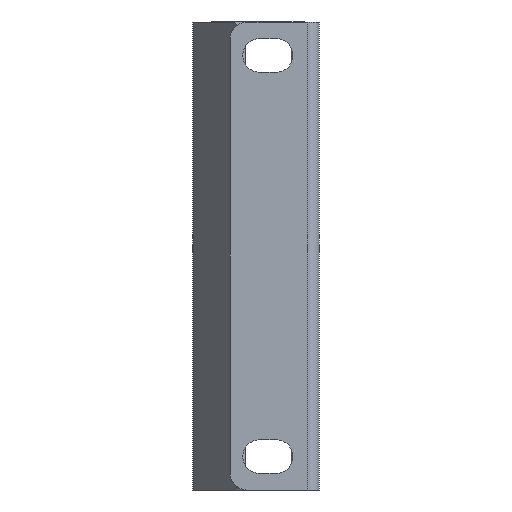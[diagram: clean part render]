
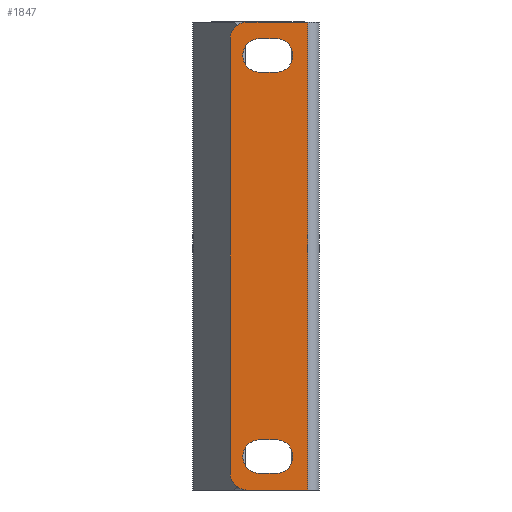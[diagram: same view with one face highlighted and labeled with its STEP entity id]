
A CAD part, left-side view. The second image highlights one B-rep face of the part: STEP entity #1847.
In plain terms, the highlighted planar face has unit normal (-1, 0, 0).
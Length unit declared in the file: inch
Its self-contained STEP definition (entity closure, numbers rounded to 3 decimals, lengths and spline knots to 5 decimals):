
#10 = EDGE_CURVE ( 'NONE', #1660, #1319, #1345, .T. ) ;
#16 = CIRCLE ( 'NONE', #595, 0.125 ) ;
#42 = LINE ( 'NONE', #1897, #2070 ) ;
#45 = DIRECTION ( 'NONE',  ( 0., 1., 0. ) ) ;
#64 = EDGE_CURVE ( 'NONE', #496, #1682, #1810, .T. ) ;
#91 = CARTESIAN_POINT ( 'NONE',  ( 0., 0.563, -1.75 ) ) ;
#93 = EDGE_CURVE ( 'NONE', #1396, #984, #722, .T. ) ;
#98 = AXIS2_PLACEMENT_3D ( 'NONE', #2150, #1805, #1639 ) ;
#147 = EDGE_CURVE ( 'NONE', #1319, #1438, #401, .T. ) ;
#175 = DIRECTION ( 'NONE',  ( 0., 1., 0. ) ) ;
#207 = CARTESIAN_POINT ( 'NONE',  ( 0., 0.688, -1.625 ) ) ;
#208 = VECTOR ( 'NONE', #704, 39.37008 ) ;
#215 = DIRECTION ( 'NONE',  ( 0., 1., 0. ) ) ;
#230 = DIRECTION ( 'NONE',  ( 0., 1., 0. ) ) ;
#247 = CARTESIAN_POINT ( 'NONE',  ( 0., 0.468, 1.625 ) ) ;
#273 = ORIENTED_EDGE ( 'NONE', *, *, #2004, .T. ) ;
#286 = ORIENTED_EDGE ( 'NONE', *, *, #511, .T. ) ;
#287 = PLANE ( 'NONE',  #2033 ) ;
#317 = CARTESIAN_POINT ( 'NONE',  ( 0., 0.468, 1.375 ) ) ;
#334 = CARTESIAN_POINT ( 'NONE',  ( 0., 0.343, -1.375 ) ) ;
#356 = CARTESIAN_POINT ( 'NONE',  ( 0., 0.10831, 1.75 ) ) ;
#372 = VECTOR ( 'NONE', #215, 39.37008 ) ;
#396 = CARTESIAN_POINT ( 'NONE',  ( 0., 0.468, 1.5 ) ) ;
#401 = LINE ( 'NONE', #1630, #372 ) ;
#411 = VERTEX_POINT ( 'NONE', #356 ) ;
#434 = CARTESIAN_POINT ( 'NONE',  ( 0., 0.563, 1.75 ) ) ;
#446 = AXIS2_PLACEMENT_3D ( 'NONE', #1927, #1276, #1601 ) ;
#450 = DIRECTION ( 'NONE',  ( 0., 0., -1. ) ) ;
#455 = CIRCLE ( 'NONE', #1819, 0.125 ) ;
#462 = DIRECTION ( 'NONE',  ( 0., -1., 0. ) ) ;
#471 = LINE ( 'NONE', #1663, #669 ) ;
#475 = ORIENTED_EDGE ( 'NONE', *, *, #10, .T. ) ;
#491 = EDGE_CURVE ( 'NONE', #1573, #693, #16, .T. ) ;
#496 = VERTEX_POINT ( 'NONE', #434 ) ;
#511 = EDGE_CURVE ( 'NONE', #1438, #1328, #522, .T. ) ;
#520 = CARTESIAN_POINT ( 'NONE',  ( 0., 0.688, -1.75 ) ) ;
#522 = CIRCLE ( 'NONE', #875, 0.125 ) ;
#536 = VERTEX_POINT ( 'NONE', #1446 ) ;
#549 = LINE ( 'NONE', #1750, #208 ) ;
#551 = CARTESIAN_POINT ( 'NONE',  ( 0., 0.688, 1.625 ) ) ;
#553 = DIRECTION ( 'NONE',  ( 1., 0., 0. ) ) ;
#564 = CARTESIAN_POINT ( 'NONE',  ( 0., 0.343, 1.625 ) ) ;
#579 = CARTESIAN_POINT ( 'NONE',  ( 0., 0.468, -1.5 ) ) ;
#595 = AXIS2_PLACEMENT_3D ( 'NONE', #579, #1275, #733 ) ;
#634 = ORIENTED_EDGE ( 'NONE', *, *, #1891, .T. ) ;
#669 = VECTOR ( 'NONE', #450, 39.37008 ) ;
#671 = FACE_BOUND ( 'NONE', #1781, .T. ) ;
#693 = VERTEX_POINT ( 'NONE', #990 ) ;
#701 = VECTOR ( 'NONE', #1230, 39.37008 ) ;
#704 = DIRECTION ( 'NONE',  ( 0., -1., 0. ) ) ;
#707 = EDGE_LOOP ( 'NONE', ( #763, #2022, #857, #1491, #1540, #2075 ) ) ;
#722 = LINE ( 'NONE', #1412, #1455 ) ;
#733 = DIRECTION ( 'NONE',  ( 0., 1., 0. ) ) ;
#743 = VECTOR ( 'NONE', #1709, 39.37008 ) ;
#751 = VERTEX_POINT ( 'NONE', #207 ) ;
#763 = ORIENTED_EDGE ( 'NONE', *, *, #1524, .T. ) ;
#791 = LINE ( 'NONE', #1023, #743 ) ;
#818 = LINE ( 'NONE', #1170, #1535 ) ;
#821 = EDGE_CURVE ( 'NONE', #1985, #536, #455, .T. ) ;
#857 = ORIENTED_EDGE ( 'NONE', *, *, #1603, .T. ) ;
#875 = AXIS2_PLACEMENT_3D ( 'NONE', #396, #553, #915 ) ;
#877 = CARTESIAN_POINT ( 'NONE',  ( 0., 0.343, 1.5 ) ) ;
#907 = ORIENTED_EDGE ( 'NONE', *, *, #1688, .T. ) ;
#915 = DIRECTION ( 'NONE',  ( 0., 1., 0. ) ) ;
#953 = EDGE_LOOP ( 'NONE', ( #1829, #286, #907, #475 ) ) ;
#984 = VERTEX_POINT ( 'NONE', #91 ) ;
#990 = CARTESIAN_POINT ( 'NONE',  ( 0., 0.468, -1.375 ) ) ;
#1023 = CARTESIAN_POINT ( 'NONE',  ( 0., 0.688, 1.75 ) ) ;
#1071 = CARTESIAN_POINT ( 'NONE',  ( 0., 0.468, -1.625 ) ) ;
#1099 = EDGE_CURVE ( 'NONE', #411, #1396, #471, .T. ) ;
#1153 = CARTESIAN_POINT ( 'NONE',  ( 0., 0.688, -1.75 ) ) ;
#1170 = CARTESIAN_POINT ( 'NONE',  ( 0., 0.688, -1.625 ) ) ;
#1230 = DIRECTION ( 'NONE',  ( 0., 0., -1. ) ) ;
#1231 = DIRECTION ( 'NONE',  ( 1., 0., 0. ) ) ;
#1275 = DIRECTION ( 'NONE',  ( 1., 0., 0. ) ) ;
#1276 = DIRECTION ( 'NONE',  ( -1., 0., 0. ) ) ;
#1319 = VERTEX_POINT ( 'NONE', #1782 ) ;
#1328 = VERTEX_POINT ( 'NONE', #247 ) ;
#1345 = CIRCLE ( 'NONE', #1490, 0.125 ) ;
#1362 = DIRECTION ( 'NONE',  ( -1., 0., 0. ) ) ;
#1396 = VERTEX_POINT ( 'NONE', #1929 ) ;
#1412 = CARTESIAN_POINT ( 'NONE',  ( 0., 0.9175, -1.75 ) ) ;
#1438 = VERTEX_POINT ( 'NONE', #317 ) ;
#1446 = CARTESIAN_POINT ( 'NONE',  ( 0., 0.343, -1.625 ) ) ;
#1455 = VECTOR ( 'NONE', #45, 39.37008 ) ;
#1490 = AXIS2_PLACEMENT_3D ( 'NONE', #877, #1950, #230 ) ;
#1491 = ORIENTED_EDGE ( 'NONE', *, *, #2216, .T. ) ;
#1524 = EDGE_CURVE ( 'NONE', #411, #496, #791, .T. ) ;
#1535 = VECTOR ( 'NONE', #1851, 39.37008 ) ;
#1540 = ORIENTED_EDGE ( 'NONE', *, *, #93, .F. ) ;
#1547 = DIRECTION ( 'NONE',  ( 0., -1., 0. ) ) ;
#1573 = VERTEX_POINT ( 'NONE', #1071 ) ;
#1601 = DIRECTION ( 'NONE',  ( 0., 1., 0. ) ) ;
#1603 = EDGE_CURVE ( 'NONE', #1682, #751, #1935, .T. ) ;
#1630 = CARTESIAN_POINT ( 'NONE',  ( 0., 0.688, 1.375 ) ) ;
#1639 = DIRECTION ( 'NONE',  ( 0., -1., 0. ) ) ;
#1660 = VERTEX_POINT ( 'NONE', #564 ) ;
#1663 = CARTESIAN_POINT ( 'NONE',  ( 0., 0.10831, -1.75 ) ) ;
#1682 = VERTEX_POINT ( 'NONE', #551 ) ;
#1688 = EDGE_CURVE ( 'NONE', #1328, #1660, #42, .T. ) ;
#1708 = ORIENTED_EDGE ( 'NONE', *, *, #491, .T. ) ;
#1709 = DIRECTION ( 'NONE',  ( 0., 1., 0. ) ) ;
#1724 = ORIENTED_EDGE ( 'NONE', *, *, #821, .T. ) ;
#1729 = CARTESIAN_POINT ( 'NONE',  ( 0., 0.343, -1.5 ) ) ;
#1750 = CARTESIAN_POINT ( 'NONE',  ( 0., 0.688, -1.375 ) ) ;
#1781 = EDGE_LOOP ( 'NONE', ( #1724, #634, #1708, #273 ) ) ;
#1782 = CARTESIAN_POINT ( 'NONE',  ( 0., 0.343, 1.375 ) ) ;
#1805 = DIRECTION ( 'NONE',  ( -1., 0., 0. ) ) ;
#1810 = CIRCLE ( 'NONE', #446, 0.125 ) ;
#1819 = AXIS2_PLACEMENT_3D ( 'NONE', #1729, #1231, #175 ) ;
#1829 = ORIENTED_EDGE ( 'NONE', *, *, #147, .T. ) ;
#1847 = ADVANCED_FACE ( 'NONE', ( #2184, #2023, #671 ), #287, .T. ) ;
#1851 = DIRECTION ( 'NONE',  ( 0., 1., 0. ) ) ;
#1891 = EDGE_CURVE ( 'NONE', #536, #1573, #818, .T. ) ;
#1897 = CARTESIAN_POINT ( 'NONE',  ( 0., 0.688, 1.625 ) ) ;
#1927 = CARTESIAN_POINT ( 'NONE',  ( 0., 0.563, 1.625 ) ) ;
#1929 = CARTESIAN_POINT ( 'NONE',  ( 0., 0.10831, -1.75 ) ) ;
#1935 = LINE ( 'NONE', #520, #701 ) ;
#1950 = DIRECTION ( 'NONE',  ( 1., 0., 0. ) ) ;
#1985 = VERTEX_POINT ( 'NONE', #334 ) ;
#2004 = EDGE_CURVE ( 'NONE', #693, #1985, #549, .T. ) ;
#2022 = ORIENTED_EDGE ( 'NONE', *, *, #64, .T. ) ;
#2023 = FACE_OUTER_BOUND ( 'NONE', #707, .T. ) ;
#2033 = AXIS2_PLACEMENT_3D ( 'NONE', #1153, #1362, #462 ) ;
#2070 = VECTOR ( 'NONE', #1547, 39.37008 ) ;
#2072 = CIRCLE ( 'NONE', #98, 0.125 ) ;
#2075 = ORIENTED_EDGE ( 'NONE', *, *, #1099, .F. ) ;
#2150 = CARTESIAN_POINT ( 'NONE',  ( 0., 0.563, -1.625 ) ) ;
#2184 = FACE_BOUND ( 'NONE', #953, .T. ) ;
#2216 = EDGE_CURVE ( 'NONE', #751, #984, #2072, .T. ) ;
